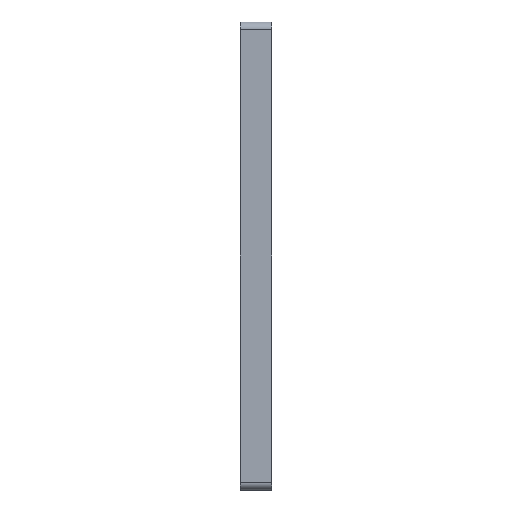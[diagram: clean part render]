
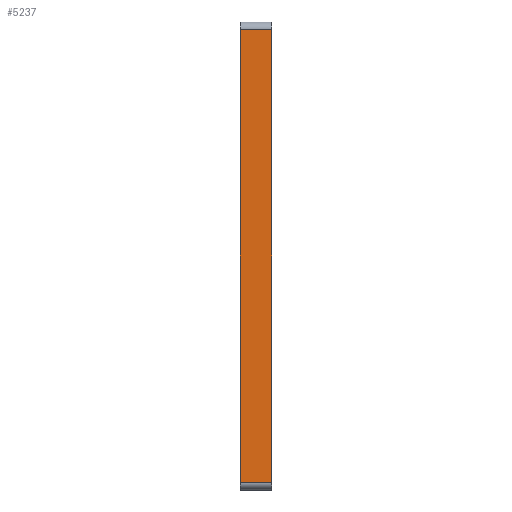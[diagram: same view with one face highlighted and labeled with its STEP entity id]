
A CAD part, left-side view. The second image highlights one B-rep face of the part: STEP entity #5237.
In plain terms, the highlighted planar face has unit normal (-1, 0, 0).
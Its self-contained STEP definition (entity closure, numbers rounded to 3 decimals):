
#177 = EDGE_CURVE ( 'NONE', #379, #14384, #3573, .T. ) ;
#195 = EDGE_CURVE ( 'NONE', #12876, #14384, #4266, .T. ) ;
#283 = CARTESIAN_POINT ( 'NONE',  ( -60., 0., -58. ) ) ;
#379 = VERTEX_POINT ( 'NONE', #13433 ) ;
#1270 = ORIENTED_EDGE ( 'NONE', *, *, #10440, .T. ) ;
#1567 = CARTESIAN_POINT ( 'NONE',  ( -60., 8., -58. ) ) ;
#2039 = VECTOR ( 'NONE', #5111, 1000. ) ;
#2562 = LINE ( 'NONE', #3104, #2039 ) ;
#2892 = EDGE_CURVE ( 'NONE', #12876, #9887, #4571, .T. ) ;
#2992 = CARTESIAN_POINT ( 'NONE',  ( -60., 8., -58. ) ) ;
#3088 = DIRECTION ( 'NONE',  ( 0., 0., 1. ) ) ;
#3104 = CARTESIAN_POINT ( 'NONE',  ( -60., 0., -60. ) ) ;
#3573 = LINE ( 'NONE', #8338, #5674 ) ;
#4266 = LINE ( 'NONE', #10698, #14246 ) ;
#4571 = LINE ( 'NONE', #2992, #9315 ) ;
#5111 = DIRECTION ( 'NONE',  ( 0., 0., 1. ) ) ;
#5131 = ORIENTED_EDGE ( 'NONE', *, *, #177, .T. ) ;
#5161 = CARTESIAN_POINT ( 'NONE',  ( -60., 8., 58. ) ) ;
#5237 = ADVANCED_FACE ( 'NONE', ( #8385 ), #6473, .F. ) ;
#5674 = VECTOR ( 'NONE', #13238, 1000. ) ;
#6473 = PLANE ( 'NONE',  #14354 ) ;
#8338 = CARTESIAN_POINT ( 'NONE',  ( -60., 8., 58. ) ) ;
#8385 = FACE_OUTER_BOUND ( 'NONE', #11958, .T. ) ;
#9315 = VECTOR ( 'NONE', #11918, 1000. ) ;
#9729 = DIRECTION ( 'NONE',  ( 0., 0., -1. ) ) ;
#9871 = CARTESIAN_POINT ( 'NONE',  ( -60., 8., -60. ) ) ;
#9887 = VERTEX_POINT ( 'NONE', #283 ) ;
#10440 = EDGE_CURVE ( 'NONE', #9887, #379, #2562, .T. ) ;
#10698 = CARTESIAN_POINT ( 'NONE',  ( -60., 8., -60. ) ) ;
#11785 = ORIENTED_EDGE ( 'NONE', *, *, #2892, .T. ) ;
#11918 = DIRECTION ( 'NONE',  ( 0., -1., 0. ) ) ;
#11958 = EDGE_LOOP ( 'NONE', ( #12350, #11785, #1270, #5131 ) ) ;
#12350 = ORIENTED_EDGE ( 'NONE', *, *, #195, .F. ) ;
#12876 = VERTEX_POINT ( 'NONE', #1567 ) ;
#13238 = DIRECTION ( 'NONE',  ( 0., 1., 0. ) ) ;
#13433 = CARTESIAN_POINT ( 'NONE',  ( -60., 0., 58. ) ) ;
#14246 = VECTOR ( 'NONE', #3088, 1000. ) ;
#14305 = DIRECTION ( 'NONE',  ( 1., 0., 0. ) ) ;
#14354 = AXIS2_PLACEMENT_3D ( 'NONE', #9871, #14305, #9729 ) ;
#14384 = VERTEX_POINT ( 'NONE', #5161 ) ;
